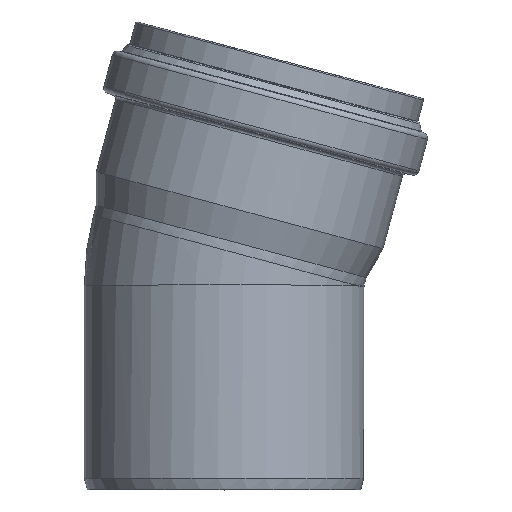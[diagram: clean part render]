
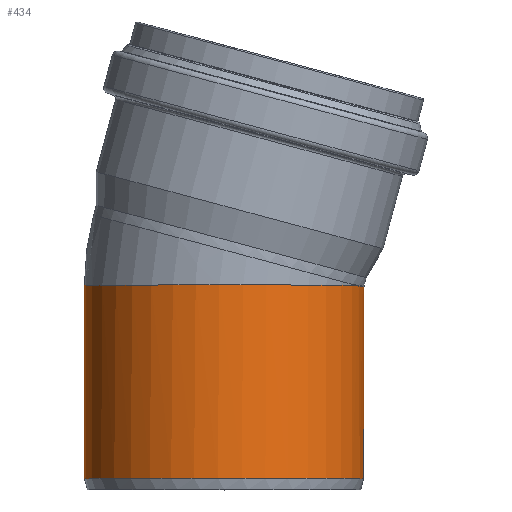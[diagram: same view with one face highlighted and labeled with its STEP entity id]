
A CAD part, top view. The second image highlights one B-rep face of the part: STEP entity #434.
In plain terms, the highlighted cylindrical face has radius 100.1 mm (diameter 200.2 mm), a full revolution.
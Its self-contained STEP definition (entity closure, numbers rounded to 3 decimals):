
#32=CYLINDRICAL_SURFACE('',#481,100.1);
#45=ELLIPSE('',#477,100.998,100.1);
#51=FACE_BOUND('',#134,.T.);
#91=FACE_OUTER_BOUND('',#133,.T.);
#133=EDGE_LOOP('',(#343));
#134=EDGE_LOOP('',(#344,#345));
#209=CIRCLE('',#476,100.1);
#210=CIRCLE('',#479,100.1);
#249=VERTEX_POINT('',#720);
#250=VERTEX_POINT('',#746);
#252=VERTEX_POINT('',#755);
#290=EDGE_CURVE('',#249,#249,#209,.T.);
#292=EDGE_CURVE('',#250,#252,#45,.T.);
#295=EDGE_CURVE('',#252,#250,#210,.T.);
#343=ORIENTED_EDGE('',*,*,#290,.T.);
#344=ORIENTED_EDGE('',*,*,#292,.F.);
#345=ORIENTED_EDGE('',*,*,#295,.F.);
#434=ADVANCED_FACE('',(#91,#51),#32,.T.);
#476=AXIS2_PLACEMENT_3D('',#721,#560,#561);
#477=AXIS2_PLACEMENT_3D('',#756,#562,#563);
#479=AXIS2_PLACEMENT_3D('',#793,#566,#567);
#481=AXIS2_PLACEMENT_3D('',#795,#570,#571);
#560=DIRECTION('center_axis',(0.,1.,0.));
#561=DIRECTION('ref_axis',(1.,0.,0.));
#562=DIRECTION('center_axis',(0.133,0.991,0.));
#563=DIRECTION('ref_axis',(0.991,-0.133,0.));
#566=DIRECTION('center_axis',(0.,1.,0.));
#567=DIRECTION('ref_axis',(1.,0.,0.));
#570=DIRECTION('center_axis',(0.,1.,0.));
#571=DIRECTION('ref_axis',(1.,0.,0.));
#720=CARTESIAN_POINT('',(0.,8.,-100.1));
#721=CARTESIAN_POINT('Origin',(0.,8.,0.));
#746=CARTESIAN_POINT('',(91.767,146.477,39.986));
#755=CARTESIAN_POINT('',(91.767,146.477,-39.986));
#756=CARTESIAN_POINT('Origin',(0.,158.8,0.));
#793=CARTESIAN_POINT('Origin',(0.,146.477,0.));
#795=CARTESIAN_POINT('Origin',(0.,0.,0.));
